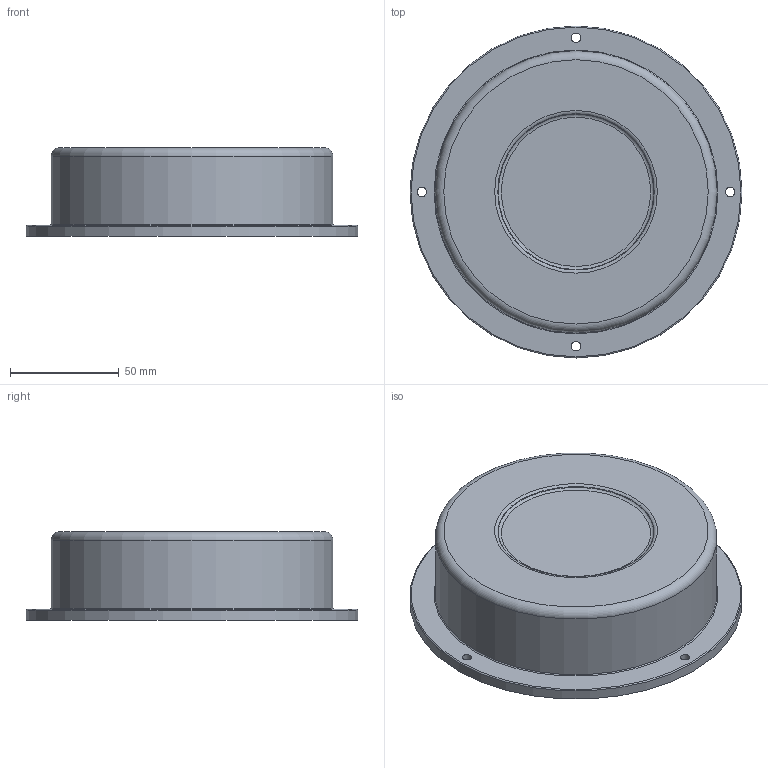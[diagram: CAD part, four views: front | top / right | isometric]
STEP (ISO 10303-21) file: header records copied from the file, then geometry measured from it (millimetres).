
FILE_DESCRIPTION (( 'STEP AP203' ), '1' );
FILE_NAME ('BSX 130 WP metal body.stp.STEP', '2026-01-20T11:21:55', ( '' ), ( '' ), 'SwSTEP 2.0', 'SolidWorks 2024', '' );
FILE_SCHEMA (( 'CONFIG_CONTROL_DESIGN' ));
Length unit declared in the file: millimetre
Products named in the file (1): BSX 130 WP metal body.stp
Bounding box: 152.8 x 152.8 x 40.92 mm (x, y, z)
Volume: 559527.2 mm3; surface area: 53075.1 mm2
Topology: 1 solids, 1 shells, 16 faces, 31 edges, 19 vertices
Faces by surface type: cylinder 6, torus 5, plane 4, cone 1
Full cylindrical faces by diameter (mm): 4.3 x4, 129.7 x1, 152.8 x1
Entity records: 445 total; most frequent: DIRECTION 72, CARTESIAN_POINT 55, ORIENTED_EDGE 38, EDGE_LOOP 38, AXIS2_PLACEMENT_3D 36, FACE_OUTER_BOUND 27, EDGE_CURVE 19, VERTEX_POINT 19
